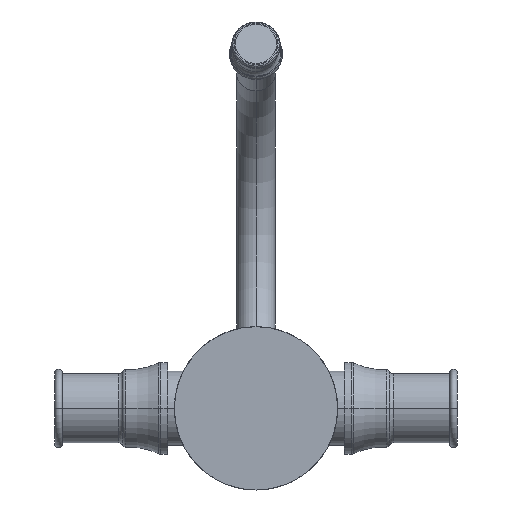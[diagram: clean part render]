
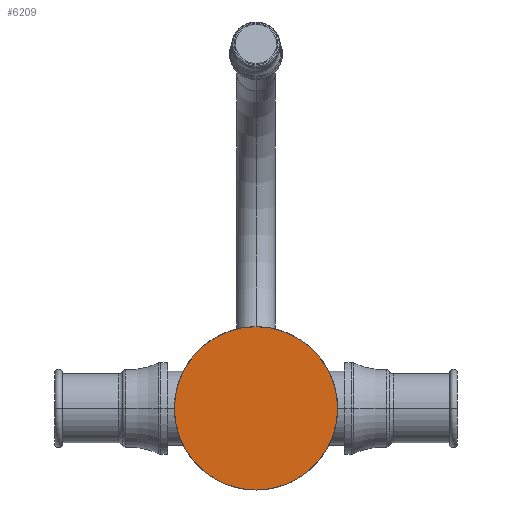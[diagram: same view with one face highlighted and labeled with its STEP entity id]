
A CAD part, front view. The second image highlights one B-rep face of the part: STEP entity #6209.
In plain terms, the highlighted planar face has unit normal (0, -1, 0).
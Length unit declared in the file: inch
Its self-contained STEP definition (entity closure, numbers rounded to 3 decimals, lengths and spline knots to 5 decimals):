
#2=CARTESIAN_POINT('',(0.,0.,0.));
#3=DIRECTION('',(0.,-1.,0.));
#4=DIRECTION('',(1.,0.,0.));
#5=AXIS2_PLACEMENT_3D('',#2,#3,#4);
#12=CARTESIAN_POINT('',(0.,0.,0.));
#13=DIRECTION('',(0.,1.,0.));
#14=DIRECTION('',(1.,0.,0.));
#15=AXIS2_PLACEMENT_3D('',#12,#13,#14);
#5819=CARTESIAN_POINT('',(1.0625,0.,0.));
#5820=CARTESIAN_POINT('',(-1.0625,0.,0.));
#5821=VERTEX_POINT('',#5819);
#5822=VERTEX_POINT('',#5820);
#6199=CARTESIAN_POINT('',(0.,0.,0.));
#6200=DIRECTION('',(0.,-1.,0.));
#6201=DIRECTION('',(-1.,0.,0.));
#6202=AXIS2_PLACEMENT_3D('',#6199,#6200,#6201);
#6203=PLANE('',#6202);
#6204=ORIENTED_EDGE('',*,*,#6188,.F.);
#6206=ORIENTED_EDGE('',*,*,#6205,.T.);
#6207=EDGE_LOOP('',(#6204,#6206));
#6208=FACE_OUTER_BOUND('',#6207,.F.);
#6209=ADVANCED_FACE('',(#6208),#6203,.T.);
#6=CIRCLE('',#5,1.0625);
#16=CIRCLE('',#15,1.0625);
#6188=EDGE_CURVE('',#5821,#5822,#6,.T.);
#6205=EDGE_CURVE('',#5821,#5822,#16,.T.);
